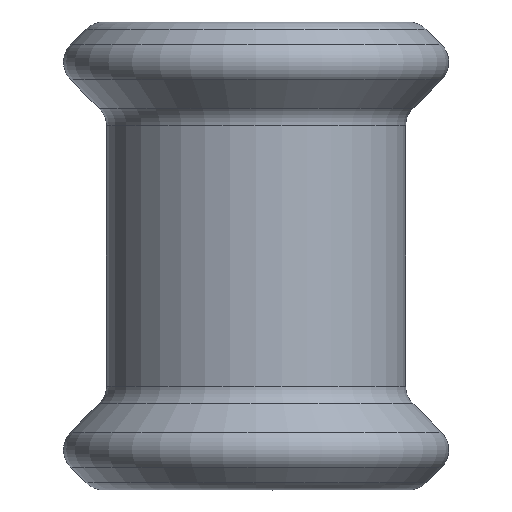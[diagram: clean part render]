
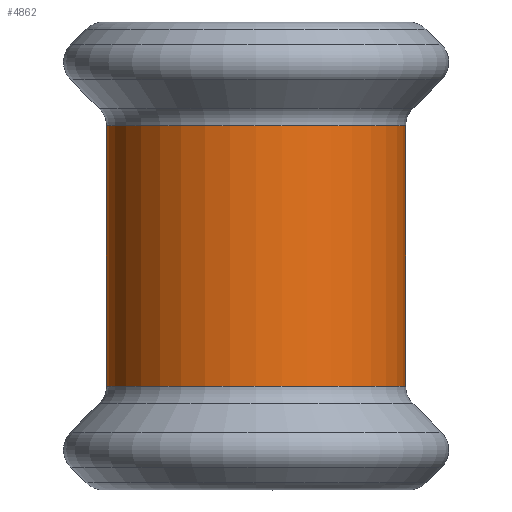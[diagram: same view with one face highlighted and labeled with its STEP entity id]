
A CAD part, front view. The second image highlights one B-rep face of the part: STEP entity #4862.
In plain terms, the highlighted cylindrical face has radius 4.572 mm (diameter 9.144 mm), a partial arc.
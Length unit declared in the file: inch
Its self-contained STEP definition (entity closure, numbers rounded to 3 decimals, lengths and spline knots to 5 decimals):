
#526 = VERTEX_POINT ( 'NONE', #6095 ) ;
#583 = EDGE_CURVE ( 'NONE', #1729, #526, #1047, .T. ) ;
#717 = DIRECTION ( 'NONE',  ( 0., 0., 1. ) ) ;
#733 = CARTESIAN_POINT ( 'NONE',  ( 0.125, -0.5, 0. ) ) ;
#773 = CARTESIAN_POINT ( 'NONE',  ( -0.055, -0.5, 0.15651 ) ) ;
#810 = CARTESIAN_POINT ( 'NONE',  ( 0.125, -0.5, 0.15651 ) ) ;
#1047 = CIRCLE ( 'NONE', #1476, 0.18 ) ;
#1073 = EDGE_CURVE ( 'NONE', #5792, #5381, #1274, .T. ) ;
#1159 = ORIENTED_EDGE ( 'NONE', *, *, #583, .F. ) ;
#1274 = CIRCLE ( 'NONE', #4253, 0.18 ) ;
#1299 = DIRECTION ( 'NONE',  ( 1., 0., 0. ) ) ;
#1476 = AXIS2_PLACEMENT_3D ( 'NONE', #810, #4162, #1299 ) ;
#1556 = VECTOR ( 'NONE', #6045, 39.37008 ) ;
#1683 = VECTOR ( 'NONE', #5089, 39.37008 ) ;
#1729 = VERTEX_POINT ( 'NONE', #3683 ) ;
#1977 = EDGE_CURVE ( 'NONE', #5381, #526, #2851, .T. ) ;
#2444 = FACE_OUTER_BOUND ( 'NONE', #4255, .T. ) ;
#2851 = LINE ( 'NONE', #3167, #1556 ) ;
#2858 = CARTESIAN_POINT ( 'NONE',  ( 0.125, -0.5, -0.15651 ) ) ;
#2963 = LINE ( 'NONE', #773, #1683 ) ;
#2977 = ORIENTED_EDGE ( 'NONE', *, *, #1977, .T. ) ;
#3037 = ORIENTED_EDGE ( 'NONE', *, *, #5390, .F. ) ;
#3167 = CARTESIAN_POINT ( 'NONE',  ( 0.305, -0.5, 0. ) ) ;
#3325 = DIRECTION ( 'NONE',  ( 1., 0., 0. ) ) ;
#3557 = CARTESIAN_POINT ( 'NONE',  ( -0.055, -0.5, -0.15651 ) ) ;
#3611 = DIRECTION ( 'NONE',  ( 1., 0., 0. ) ) ;
#3613 = CYLINDRICAL_SURFACE ( 'NONE', #4158, 0.18 ) ;
#3634 = CARTESIAN_POINT ( 'NONE',  ( 0.305, -0.5, -0.15651 ) ) ;
#3683 = CARTESIAN_POINT ( 'NONE',  ( -0.055, -0.5, 0.15651 ) ) ;
#4158 = AXIS2_PLACEMENT_3D ( 'NONE', #733, #717, #3611 ) ;
#4162 = DIRECTION ( 'NONE',  ( 0., 0., 1. ) ) ;
#4253 = AXIS2_PLACEMENT_3D ( 'NONE', #2858, #6214, #3325 ) ;
#4255 = EDGE_LOOP ( 'NONE', ( #4908, #2977, #1159, #3037 ) ) ;
#4862 = ADVANCED_FACE ( 'NONE', ( #2444 ), #3613, .T. ) ;
#4908 = ORIENTED_EDGE ( 'NONE', *, *, #1073, .T. ) ;
#5089 = DIRECTION ( 'NONE',  ( 0., 0., 1. ) ) ;
#5381 = VERTEX_POINT ( 'NONE', #3634 ) ;
#5390 = EDGE_CURVE ( 'NONE', #5792, #1729, #2963, .T. ) ;
#5792 = VERTEX_POINT ( 'NONE', #3557 ) ;
#6045 = DIRECTION ( 'NONE',  ( 0., 0., 1. ) ) ;
#6095 = CARTESIAN_POINT ( 'NONE',  ( 0.305, -0.5, 0.15651 ) ) ;
#6214 = DIRECTION ( 'NONE',  ( 0., 0., 1. ) ) ;
